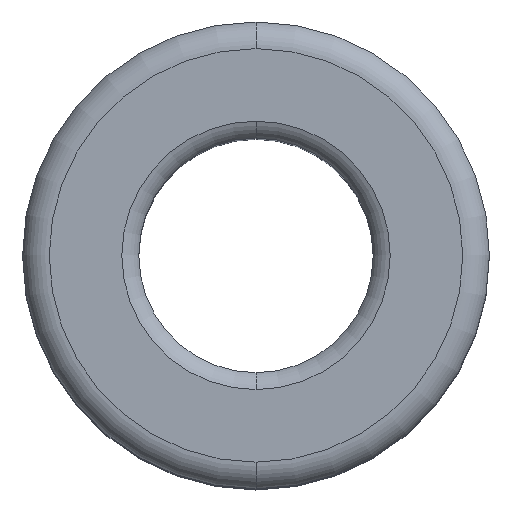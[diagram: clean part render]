
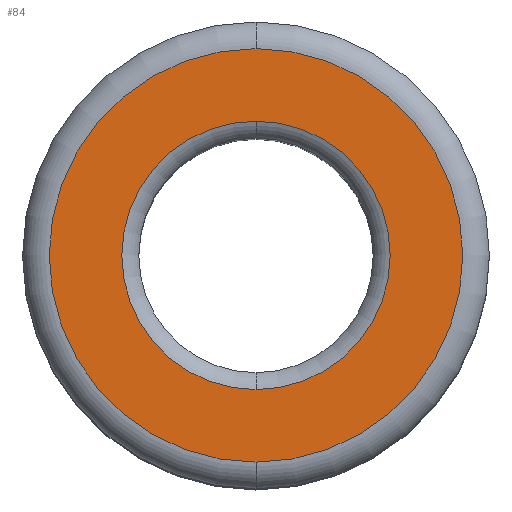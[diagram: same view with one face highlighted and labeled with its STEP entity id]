
A CAD part, top view. The second image highlights one B-rep face of the part: STEP entity #84.
In plain terms, the highlighted planar face has unit normal (0, 0, 1).
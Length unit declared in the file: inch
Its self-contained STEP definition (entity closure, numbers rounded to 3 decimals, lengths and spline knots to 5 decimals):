
#7 = CARTESIAN_POINT ( 'NONE',  ( 0., 0.22112, 0.37125 ) ) ;
#21 = CARTESIAN_POINT ( 'NONE',  ( 0., 0., 0.37125 ) ) ;
#35 = EDGE_LOOP ( 'NONE', ( #469, #1039 ) ) ;
#84 = ADVANCED_FACE ( 'NONE', ( #1028, #1297 ), #1401, .F. ) ;
#157 = CIRCLE ( 'NONE', #651, 0.1435 ) ;
#191 = CARTESIAN_POINT ( 'NONE',  ( 0., 0., 0.37125 ) ) ;
#231 = EDGE_CURVE ( 'NONE', #690, #1427, #940, .T. ) ;
#345 = DIRECTION ( 'NONE',  ( 0., 1., 0. ) ) ;
#361 = CIRCLE ( 'NONE', #1497, 0.22113 ) ;
#370 = DIRECTION ( 'NONE',  ( 0., 0., -1. ) ) ;
#382 = EDGE_CURVE ( 'NONE', #1427, #690, #157, .T. ) ;
#398 = VERTEX_POINT ( 'NONE', #1309 ) ;
#420 = ORIENTED_EDGE ( 'NONE', *, *, #941, .F. ) ;
#432 = AXIS2_PLACEMENT_3D ( 'NONE', #1152, #1021, #345 ) ;
#469 = ORIENTED_EDGE ( 'NONE', *, *, #231, .T. ) ;
#651 = AXIS2_PLACEMENT_3D ( 'NONE', #1687, #370, #1560 ) ;
#690 = VERTEX_POINT ( 'NONE', #966 ) ;
#706 = ORIENTED_EDGE ( 'NONE', *, *, #1329, .F. ) ;
#713 = AXIS2_PLACEMENT_3D ( 'NONE', #1407, #1005, #1634 ) ;
#723 = DIRECTION ( 'NONE',  ( 0., 1., 0. ) ) ;
#804 = CIRCLE ( 'NONE', #713, 0.22113 ) ;
#940 = CIRCLE ( 'NONE', #1169, 0.1435 ) ;
#941 = EDGE_CURVE ( 'NONE', #1565, #398, #804, .T. ) ;
#966 = CARTESIAN_POINT ( 'NONE',  ( 0.1435, 0., 0.37125 ) ) ;
#979 = DIRECTION ( 'NONE',  ( 0., 0., -1. ) ) ;
#1005 = DIRECTION ( 'NONE',  ( 0., 0., -1. ) ) ;
#1021 = DIRECTION ( 'NONE',  ( 0., 0., -1. ) ) ;
#1028 = FACE_BOUND ( 'NONE', #35, .T. ) ;
#1039 = ORIENTED_EDGE ( 'NONE', *, *, #382, .T. ) ;
#1118 = DIRECTION ( 'NONE',  ( 0., 0., -1. ) ) ;
#1152 = CARTESIAN_POINT ( 'NONE',  ( 0., 0.22113, 0.37125 ) ) ;
#1156 = CARTESIAN_POINT ( 'NONE',  ( -0.1435, 0., 0.37125 ) ) ;
#1169 = AXIS2_PLACEMENT_3D ( 'NONE', #21, #979, #1481 ) ;
#1297 = FACE_OUTER_BOUND ( 'NONE', #1654, .T. ) ;
#1309 = CARTESIAN_POINT ( 'NONE',  ( 0., -0.22113, 0.37125 ) ) ;
#1329 = EDGE_CURVE ( 'NONE', #398, #1565, #361, .T. ) ;
#1401 = PLANE ( 'NONE',  #432 ) ;
#1407 = CARTESIAN_POINT ( 'NONE',  ( 0., 0., 0.37125 ) ) ;
#1427 = VERTEX_POINT ( 'NONE', #1156 ) ;
#1481 = DIRECTION ( 'NONE',  ( 0., -1., 0. ) ) ;
#1497 = AXIS2_PLACEMENT_3D ( 'NONE', #191, #1118, #723 ) ;
#1560 = DIRECTION ( 'NONE',  ( 0., -1., 0. ) ) ;
#1565 = VERTEX_POINT ( 'NONE', #7 ) ;
#1634 = DIRECTION ( 'NONE',  ( 0., 1., 0. ) ) ;
#1654 = EDGE_LOOP ( 'NONE', ( #420, #706 ) ) ;
#1687 = CARTESIAN_POINT ( 'NONE',  ( 0., 0., 0.37125 ) ) ;
